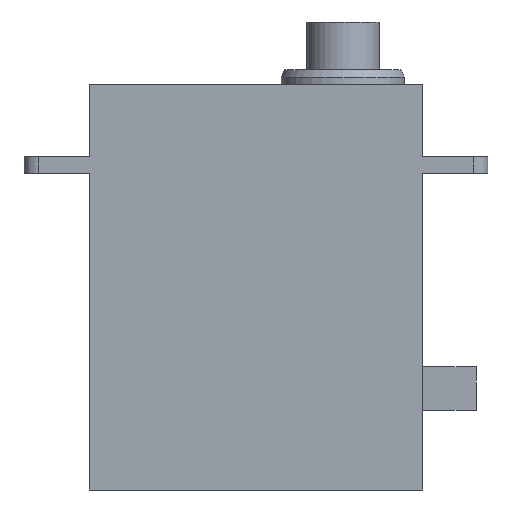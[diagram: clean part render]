
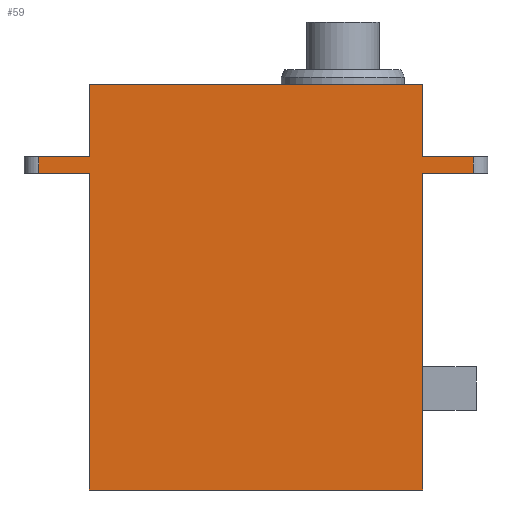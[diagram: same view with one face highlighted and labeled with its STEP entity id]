
A CAD part, front view. The second image highlights one B-rep face of the part: STEP entity #59.
In plain terms, the highlighted planar face has unit normal (0, -1, 0).
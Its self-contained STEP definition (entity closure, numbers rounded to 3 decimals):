
#59=ADVANCED_FACE('',(#145),#147,.T.);
#145=FACE_BOUND('',#146,.T.);
#146=EDGE_LOOP('',(#479,#480,#481,#482,#483,#484,#485,#486,#487,#488,#489,#490));
#147=PLANE('',#148);
#148=AXIS2_PLACEMENT_3D('',#149,#150,#151);
#149=CARTESIAN_POINT('',(-11.5,-6.,0.));
#150=DIRECTION('',(0.,-1.,0.));
#151=DIRECTION('',(1.,0.,0.));
#479=ORIENTED_EDGE('',*,*,#688,.T.);
#480=ORIENTED_EDGE('',*,*,#660,.T.);
#481=ORIENTED_EDGE('',*,*,#685,.T.);
#482=ORIENTED_EDGE('',*,*,#689,.T.);
#483=ORIENTED_EDGE('',*,*,#690,.F.);
#484=ORIENTED_EDGE('',*,*,#691,.T.);
#485=ORIENTED_EDGE('',*,*,#692,.F.);
#486=ORIENTED_EDGE('',*,*,#693,.F.);
#487=ORIENTED_EDGE('',*,*,#694,.F.);
#488=ORIENTED_EDGE('',*,*,#695,.F.);
#489=ORIENTED_EDGE('',*,*,#696,.T.);
#490=ORIENTED_EDGE('',*,*,#697,.F.);
#660=EDGE_CURVE('',#771,#768,#772,.T.);
#685=EDGE_CURVE('',#768,#814,#816,.T.);
#688=EDGE_CURVE('',#821,#771,#822,.T.);
#689=EDGE_CURVE('',#814,#823,#824,.T.);
#690=EDGE_CURVE('',#825,#823,#826,.T.);
#691=EDGE_CURVE('',#825,#827,#828,.T.);
#692=EDGE_CURVE('',#829,#827,#830,.T.);
#693=EDGE_CURVE('',#831,#829,#832,.T.);
#694=EDGE_CURVE('',#833,#831,#834,.T.);
#695=EDGE_CURVE('',#835,#833,#836,.T.);
#696=EDGE_CURVE('',#835,#837,#838,.T.);
#697=EDGE_CURVE('',#821,#837,#839,.T.);
#768=VERTEX_POINT('',#954);
#771=VERTEX_POINT('',#959);
#772=LINE('',#960,#961);
#814=VERTEX_POINT('',#1053);
#816=LINE('',#1058,#1059);
#821=VERTEX_POINT('',#1071);
#822=LINE('',#1072,#1073);
#823=VERTEX_POINT('',#1075);
#824=LINE('',#1076,#1077);
#825=VERTEX_POINT('',#1079);
#826=LINE('',#1080,#1081);
#827=VERTEX_POINT('',#1083);
#828=LINE('',#1084,#1085);
#829=VERTEX_POINT('',#1087);
#830=LINE('',#1088,#1089);
#831=VERTEX_POINT('',#1091);
#832=LINE('',#1092,#1093);
#833=VERTEX_POINT('',#1095);
#834=LINE('',#1096,#1097);
#835=VERTEX_POINT('',#1099);
#836=LINE('',#1100,#1101);
#837=VERTEX_POINT('',#1103);
#838=LINE('',#1104,#1105);
#839=LINE('',#1107,#1108);
#954=CARTESIAN_POINT('',(11.5,-6.,21.85));
#959=CARTESIAN_POINT('',(11.5,-6.,0.));
#960=CARTESIAN_POINT('',(11.5,-6.,0.));
#961=VECTOR('',#962,1.);
#962=DIRECTION('',(0.,0.,1.));
#1053=CARTESIAN_POINT('',(15.,-6.,21.85));
#1058=CARTESIAN_POINT('',(11.5,-6.,21.85));
#1059=VECTOR('',#1060,1.);
#1060=DIRECTION('',(1.,0.,0.));
#1071=CARTESIAN_POINT('',(-11.5,-6.,0.));
#1072=CARTESIAN_POINT('',(-11.5,-6.,0.));
#1073=VECTOR('',#1074,1.);
#1074=DIRECTION('',(1.,0.,0.));
#1075=CARTESIAN_POINT('',(15.,-6.,23.));
#1076=CARTESIAN_POINT('',(15.,-6.,21.85));
#1077=VECTOR('',#1078,1.);
#1078=DIRECTION('',(0.,0.,1.));
#1079=CARTESIAN_POINT('',(11.5,-6.,23.));
#1080=CARTESIAN_POINT('',(11.5,-6.,23.));
#1081=VECTOR('',#1082,1.);
#1082=DIRECTION('',(1.,0.,0.));
#1083=CARTESIAN_POINT('',(11.5,-6.,28.));
#1084=CARTESIAN_POINT('',(11.5,-6.,23.));
#1085=VECTOR('',#1086,1.);
#1086=DIRECTION('',(0.,0.,1.));
#1087=CARTESIAN_POINT('',(-11.5,-6.,28.));
#1088=CARTESIAN_POINT('',(-11.5,-6.,28.));
#1089=VECTOR('',#1090,1.);
#1090=DIRECTION('',(1.,0.,0.));
#1091=CARTESIAN_POINT('',(-11.5,-6.,23.));
#1092=CARTESIAN_POINT('',(-11.5,-6.,23.));
#1093=VECTOR('',#1094,1.);
#1094=DIRECTION('',(0.,0.,1.));
#1095=CARTESIAN_POINT('',(-15.,-6.,23.));
#1096=CARTESIAN_POINT('',(-15.,-6.,23.));
#1097=VECTOR('',#1098,1.);
#1098=DIRECTION('',(1.,0.,0.));
#1099=CARTESIAN_POINT('',(-15.,-6.,21.85));
#1100=CARTESIAN_POINT('',(-15.,-6.,21.85));
#1101=VECTOR('',#1102,1.);
#1102=DIRECTION('',(0.,0.,1.));
#1103=CARTESIAN_POINT('',(-11.5,-6.,21.85));
#1104=CARTESIAN_POINT('',(-15.,-6.,21.85));
#1105=VECTOR('',#1106,1.);
#1106=DIRECTION('',(1.,0.,0.));
#1107=CARTESIAN_POINT('',(-11.5,-6.,0.));
#1108=VECTOR('',#1109,1.);
#1109=DIRECTION('',(0.,0.,1.));
